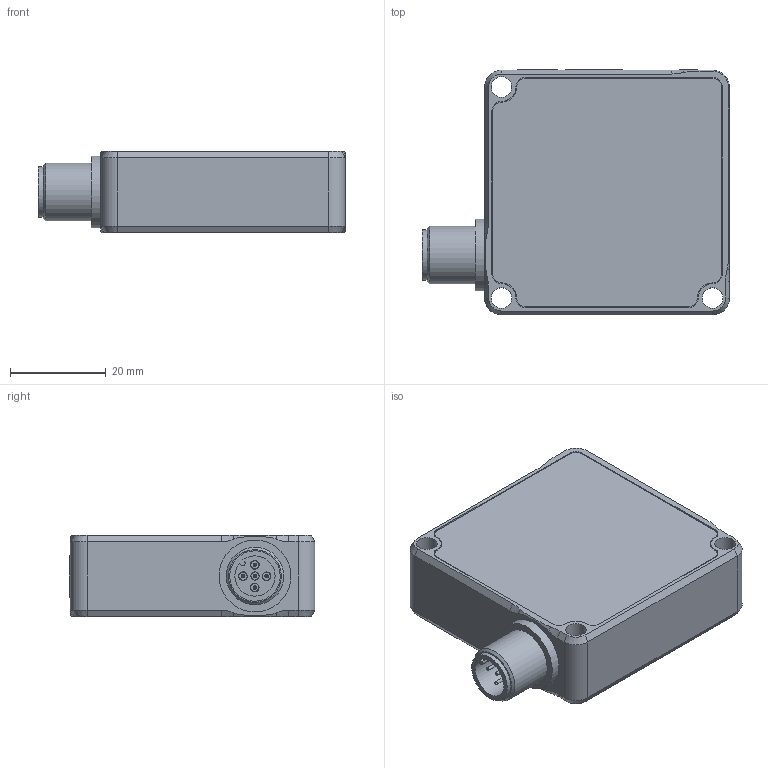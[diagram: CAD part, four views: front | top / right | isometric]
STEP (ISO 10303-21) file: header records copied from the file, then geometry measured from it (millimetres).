
FILE_DESCRIPTION(/* description */ (''),/* implementation_level */ '2;1');
FILE_NAME(/* name */ 'LVHT 52 B5.stp',/* time_stamp */ '2019-10-28T09:19:23+01:00',/* author */ ('C. Kuhn'),/* organization */ ('di-soric GmbH & Co. KG'),/* preprocessor_version */ 'ST-DEVELOPER v17.2',/* originating_system */ 'Autodesk Inventor 2019',/* authorisation */ '');
FILE_SCHEMA (('AUTOMOTIVE_DESIGN { 1 0 10303 214 3 1 1 }'));
Length unit declared in the file: millimetre
Products named in the file (1): LVHT
Bounding box: 64.05 x 51.25 x 17 mm (x, y, z)
Volume: 41663.1 mm3; surface area: 17253.9 mm2
Topology: 6 solids, 10 shells, 370 faces, 939 edges, 630 vertices
Faces by surface type: plane 227, cylinder 127, cone 14, bspline 2
Full cylindrical faces by diameter (mm): 0.7 x5, 1.7 x6, 1.8 x4, 3 x1, 4 x1, 4.3 x3, 7.85 x1, 8.5 x1, 8.8 x1, 9.45 x1, 9.5 x1, 9.9 x1, 10 x1, 10.5 x1, 12 x1, 15 x1
Entity records: 11847 total; most frequent: CARTESIAN_POINT 2063, DIRECTION 1975, ORIENTED_EDGE 1878, EDGE_CURVE 939, AXIS2_PLACEMENT_3D 671, LINE 633, VECTOR 633, VERTEX_POINT 630
